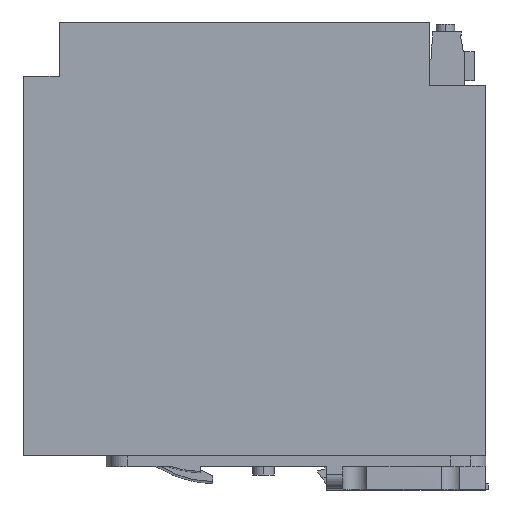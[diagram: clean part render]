
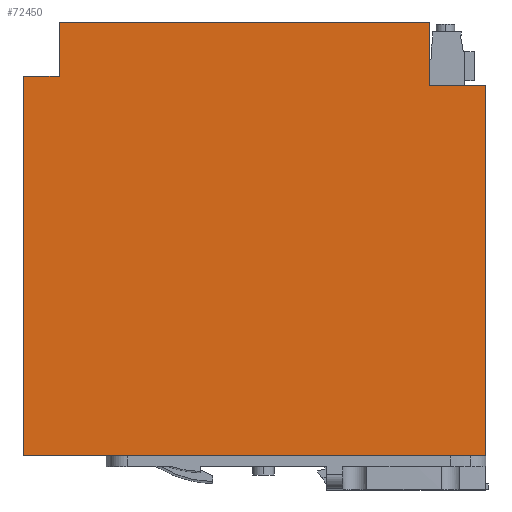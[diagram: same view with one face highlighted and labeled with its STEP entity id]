
A CAD part, left-side view. The second image highlights one B-rep face of the part: STEP entity #72450.
In plain terms, the highlighted face is planar.
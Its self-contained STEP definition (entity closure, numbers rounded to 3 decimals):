
#13240=CARTESIAN_POINT('',(50.89,0.,51.887));
#13250=DIRECTION('',(0.,1.,0.));
#13260=VECTOR('',#13250,1.);
#13270=LINE('',#13240,#13260);
#13280=CARTESIAN_POINT('',(50.89,-16.698,
51.887));
#13290=VERTEX_POINT('',#13280);
#13300=CARTESIAN_POINT('',(50.89,87.302,
51.887));
#13310=VERTEX_POINT('',#13300);
#13320=EDGE_CURVE('',#13290,#13310,#13270,.T.);
#38290=CARTESIAN_POINT('',(50.89,103.302,
-70.113));
#38300=VERTEX_POINT('',#38290);
#38330=CARTESIAN_POINT('',(50.89,103.302,0.));
#38340=DIRECTION('',(0.,0.,-1.));
#38350=VECTOR('',#38340,1.);
#38360=LINE('',#38330,#38350);
#38370=CARTESIAN_POINT('',(50.89,103.302,
33.987));
#38380=VERTEX_POINT('',#38370);
#38390=EDGE_CURVE('',#38380,#38300,#38360,.T.);
#71920=CARTESIAN_POINT('',(50.89,38.249,
-7.813));
#71930=DIRECTION('',(1.,-0.,0.));
#71940=DIRECTION('',(0.,1.,0.));
#71950=AXIS2_PLACEMENT_3D('',#71920,#71930,#71940);
#71960=PLANE('',#71950);
#71970=CARTESIAN_POINT('',(50.89,87.302,0.));
#71980=DIRECTION('',(0.,0.,-1.));
#71990=VECTOR('',#71980,1.);
#72000=LINE('',#71970,#71990);
#72010=CARTESIAN_POINT('',(50.89,87.302,
33.987));
#72020=VERTEX_POINT('',#72010);
#72030=EDGE_CURVE('',#13310,#72020,#72000,.T.);
#72040=ORIENTED_EDGE('',*,*,#72030,.F.);
#72050=CARTESIAN_POINT('',(50.89,0.,33.987));
#72060=DIRECTION('',(0.,1.,0.));
#72070=VECTOR('',#72060,1.);
#72080=LINE('',#72050,#72070);
#72090=EDGE_CURVE('',#72020,#38380,#72080,.T.);
#72100=ORIENTED_EDGE('',*,*,#72090,.F.);
#72110=ORIENTED_EDGE('',*,*,#38390,.F.);
#72120=CARTESIAN_POINT('',(50.89,106.302,
-70.113));
#72130=DIRECTION('',(0.,1.,0.));
#72140=VECTOR('',#72130,1.);
#72150=LINE('',#72120,#72140);
#72160=CARTESIAN_POINT('',(50.89,-26.698,
-70.113));
#72170=VERTEX_POINT('',#72160);
#72180=EDGE_CURVE('',#72170,#38300,#72150,.T.);
#72190=ORIENTED_EDGE('',*,*,#72180,.T.);
#72200=CARTESIAN_POINT('',(50.89,-26.698,
-51.444));
#72210=DIRECTION('',(0.,0.,1.));
#72220=VECTOR('',#72210,1.);
#72230=LINE('',#72200,#72220);
#72240=CARTESIAN_POINT('',(50.89,-26.698,
36.587));
#72250=VERTEX_POINT('',#72240);
#72260=EDGE_CURVE('',#72170,#72250,#72230,.T.);
#72270=ORIENTED_EDGE('',*,*,#72260,.F.);
#72280=CARTESIAN_POINT('',(50.89,106.302,
36.587));
#72290=DIRECTION('',(0.,1.,0.));
#72300=VECTOR('',#72290,1.);
#72310=LINE('',#72280,#72300);
#72320=CARTESIAN_POINT('',(50.89,-16.698,
36.587));
#72330=VERTEX_POINT('',#72320);
#72340=EDGE_CURVE('',#72250,#72330,#72310,.T.);
#72350=ORIENTED_EDGE('',*,*,#72340,.F.);
#72360=CARTESIAN_POINT('',(50.89,-16.698,
-51.444));
#72370=DIRECTION('',(0.,0.,1.));
#72380=VECTOR('',#72370,1.);
#72390=LINE('',#72360,#72380);
#72400=EDGE_CURVE('',#72330,#13290,#72390,.T.);
#72410=ORIENTED_EDGE('',*,*,#72400,.F.);
#72420=ORIENTED_EDGE('',*,*,#13320,.F.);
#72430=EDGE_LOOP('',(#72420,#72410,#72350,#72270,#72190,#72110,#72100,
#72040));
#72440=FACE_OUTER_BOUND('',#72430,.T.);
#72450=ADVANCED_FACE('',(#72440),#71960,.T.);
